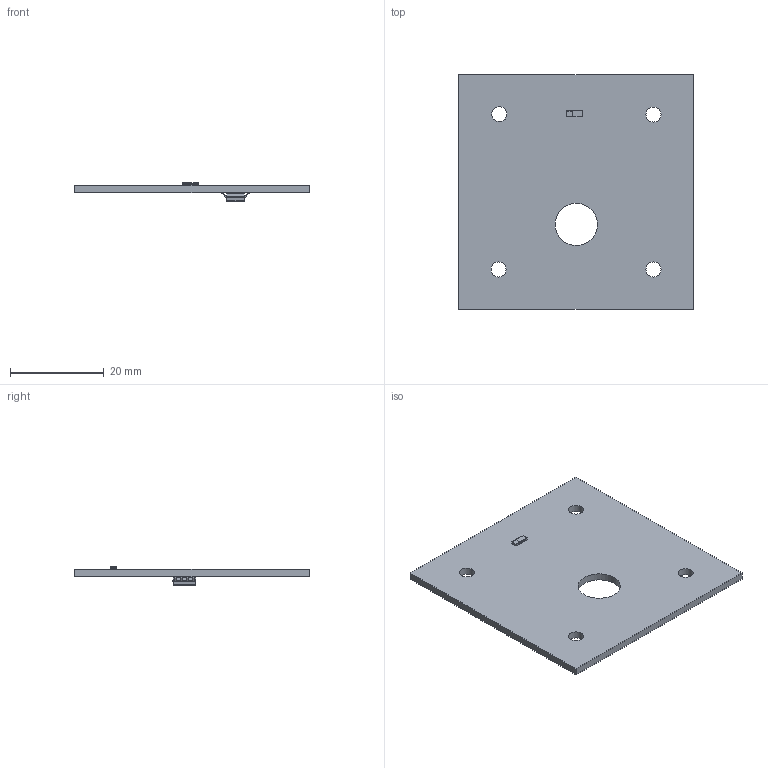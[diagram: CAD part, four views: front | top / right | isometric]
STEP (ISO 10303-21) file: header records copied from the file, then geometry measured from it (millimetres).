
FILE_DESCRIPTION(('KiCad electronic assembly'),'2;1');
FILE_NAME('PQ1_TopBoard.step','2023-02-17T17:37:11',('Pcbnew'),('Kicad') ,'Open CASCADE STEP processor 7.6','KiCad to STEP converter','Unknown' );
FILE_SCHEMA(('AUTOMOTIVE_DESIGN { 1 0 10303 214 1 1 1 1 }'));
Length unit declared in the file: millimetre
Products named in the file (6): PQ1_TopBoard 1; SLCD-61N8; COMPOUND; TCN75AVOA713; PCB
Assembly tree (5 placements, depth 3):
  PQ1_TopBoard 1
    SLCD-61N8
      COMPOUND
    TCN75AVOA713
      COMPOUND
    PCB
Bounding box: 50 x 50 x 3.87 mm (x, y, z)
Volume: 3830.2 mm3; surface area: 5341.7 mm2
Topology: 14 solids, 14 shells, 163 faces, 386 edges, 252 vertices
Faces by surface type: plane 125, cylinder 38
Full cylindrical faces by diameter (mm): 0.481 x1, 3.2 x4, 9 x1
Entity records: 10134 total; most frequent: CARTESIAN_POINT 1915, DIRECTION 1510, LINE 1010, VECTOR 1010, ORIENTED_EDGE 772, PCURVE 772, DEFINITIONAL_REPRESENTATION 772, EDGE_CURVE 386
